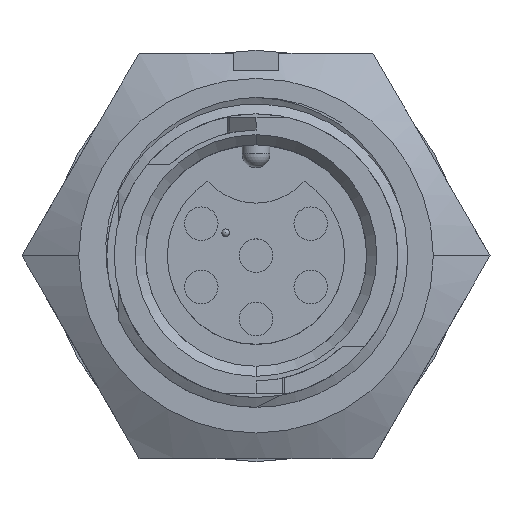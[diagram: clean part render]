
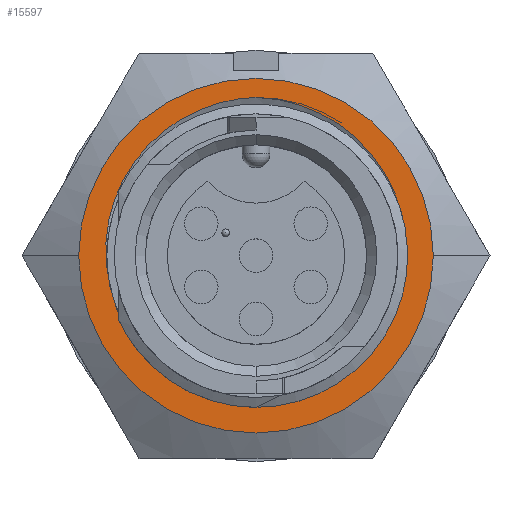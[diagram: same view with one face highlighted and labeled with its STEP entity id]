
A CAD part, top view. The second image highlights one B-rep face of the part: STEP entity #15597.
In plain terms, the highlighted planar face has unit normal (0, 0, 1).
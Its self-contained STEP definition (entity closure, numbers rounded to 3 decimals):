
#249 = CARTESIAN_POINT ( 'NONE',  ( 2.774, 7.36, -6.216 ) ) ;
#626 = CARTESIAN_POINT ( 'NONE',  ( 1.417, 7.769, -6.216 ) ) ;
#663 = CARTESIAN_POINT ( 'NONE',  ( -5.156, 5.813, -6.216 ) ) ;
#744 = FACE_BOUND ( 'NONE', #10631, .T. ) ;
#823 = CARTESIAN_POINT ( 'NONE',  ( -5.866, -10.16, -6.216 ) ) ;
#1012 = EDGE_CURVE ( 'NONE', #13131, #7875, #1800, .T. ) ;
#1471 = CARTESIAN_POINT ( 'NONE',  ( 3.795, 6.845, -6.216 ) ) ;
#1560 = CARTESIAN_POINT ( 'NONE',  ( 2.242, 7.558, -6.216 ) ) ;
#1707 = VERTEX_POINT ( 'NONE', #3115 ) ;
#1800 = CIRCLE ( 'NONE', #3863, 8.89 ) ;
#1818 = CARTESIAN_POINT ( 'NONE',  ( -7.517, -0.343, -6.216 ) ) ;
#1898 = CARTESIAN_POINT ( 'NONE',  ( -2.787, 7.354, -6.216 ) ) ;
#1957 = DIRECTION ( 'NONE',  ( 0., 0., 1. ) ) ;
#2623 = B_SPLINE_CURVE_WITH_KNOTS ( 'NONE', 3,
 ( #11436, #8224, #13039, #12738, #626, #1560, #249, #1471, #10680, #15648, #12652, #10211, #5606, #10602, #9449, #13196, #10291, #4540, #2695, #3995 ),
 .UNSPECIFIED., .F., .F.,
 ( 4, 2, 2, 2, 2, 2, 2, 2, 2, 4 ),
 ( 0., 0.001, 0.002, 0.003, 0.005, 0.007, 0.009, 0.01, 0.012, 0.014 ),
 .UNSPECIFIED. ) ;
#2643 = VERTEX_POINT ( 'NONE', #12125 ) ;
#2695 = CARTESIAN_POINT ( 'NONE',  ( 7.466, -0.913, -6.216 ) ) ;
#2805 = EDGE_LOOP ( 'NONE', ( #7006, #5402 ) ) ;
#2926 = EDGE_CURVE ( 'NONE', #1707, #2643, #11792, .T. ) ;
#3044 = CARTESIAN_POINT ( 'NONE',  ( -7.45, -0.91, -6.216 ) ) ;
#3115 = CARTESIAN_POINT ( 'NONE',  ( -7.334, -1.47, -6.216 ) ) ;
#3124 = DIRECTION ( 'NONE',  ( 0., 0., -1. ) ) ;
#3195 = CARTESIAN_POINT ( 'NONE',  ( -6.251, 4.521, -6.216 ) ) ;
#3275 = CARTESIAN_POINT ( 'NONE',  ( -2.248, 7.557, -6.216 ) ) ;
#3345 = DIRECTION ( 'NONE',  ( -1., 0., 0. ) ) ;
#3604 = EDGE_CURVE ( 'NONE', #1707, #4770, #10690, .T. ) ;
#3638 = AXIS2_PLACEMENT_3D ( 'NONE', #11919, #1957, #4319 ) ;
#3863 = AXIS2_PLACEMENT_3D ( 'NONE', #10641, #3124, #11858 ) ;
#3995 = CARTESIAN_POINT ( 'NONE',  ( 7.334, -1.47, -6.216 ) ) ;
#4311 = AXIS2_PLACEMENT_3D ( 'NONE', #823, #4574, #15519 ) ;
#4319 = DIRECTION ( 'NONE',  ( 1., 0., 0. ) ) ;
#4499 = CARTESIAN_POINT ( 'NONE',  ( -7.334, -1.47, -6.216 ) ) ;
#4540 = CARTESIAN_POINT ( 'NONE',  ( 7.532, -0.351, -6.216 ) ) ;
#4574 = DIRECTION ( 'NONE',  ( 0., 0., -1. ) ) ;
#4770 = VERTEX_POINT ( 'NONE', #11872 ) ;
#5402 = ORIENTED_EDGE ( 'NONE', *, *, #1012, .F. ) ;
#5606 = CARTESIAN_POINT ( 'NONE',  ( 6.557, 4.028, -6.216 ) ) ;
#5638 = CARTESIAN_POINT ( 'NONE',  ( 0., 0., -6.216 ) ) ;
#5648 = CARTESIAN_POINT ( 'NONE',  ( -7.4, -1.192, -6.216 ) ) ;
#5790 = DIRECTION ( 'NONE',  ( 0., 0., -1. ) ) ;
#5801 = CARTESIAN_POINT ( 'NONE',  ( -3.795, 6.844, -6.216 ) ) ;
#6607 = EDGE_CURVE ( 'NONE', #7875, #13131, #8336, .T. ) ;
#6793 = CARTESIAN_POINT ( 'NONE',  ( -1.142, 7.839, -6.216 ) ) ;
#7006 = ORIENTED_EDGE ( 'NONE', *, *, #6607, .F. ) ;
#7629 = ORIENTED_EDGE ( 'NONE', *, *, #2926, .T. ) ;
#7875 = VERTEX_POINT ( 'NONE', #13934 ) ;
#8100 = CARTESIAN_POINT ( 'NONE',  ( -4.27, 6.536, -6.216 ) ) ;
#8196 = EDGE_CURVE ( 'NONE', #2643, #4770, #2623, .T. ) ;
#8224 = CARTESIAN_POINT ( 'NONE',  ( 0.286, 7.929, -6.216 ) ) ;
#8336 = CIRCLE ( 'NONE', #14060, 8.89 ) ;
#9449 = CARTESIAN_POINT ( 'NONE',  ( 7.23, 2.457, -6.216 ) ) ;
#9486 = CARTESIAN_POINT ( 'NONE',  ( -7.534, -0.057, -6.216 ) ) ;
#9977 = ORIENTED_EDGE ( 'NONE', *, *, #3604, .F. ) ;
#10211 = CARTESIAN_POINT ( 'NONE',  ( 6.255, 4.516, -6.216 ) ) ;
#10291 = CARTESIAN_POINT ( 'NONE',  ( 7.537, 0.781, -6.216 ) ) ;
#10553 = CARTESIAN_POINT ( 'NONE',  ( -6.555, 4.03, -6.216 ) ) ;
#10602 = CARTESIAN_POINT ( 'NONE',  ( 7.047, 2.994, -6.216 ) ) ;
#10631 = EDGE_LOOP ( 'NONE', ( #7629, #12588, #9977 ) ) ;
#10637 = CARTESIAN_POINT ( 'NONE',  ( -7.536, 0.794, -6.216 ) ) ;
#10641 = CARTESIAN_POINT ( 'NONE',  ( 0., 0., -6.216 ) ) ;
#10680 = CARTESIAN_POINT ( 'NONE',  ( 4.269, 6.536, -6.216 ) ) ;
#10690 = CIRCLE ( 'NONE', #3638, 7.48 ) ;
#10719 = CARTESIAN_POINT ( 'NONE',  ( -7.225, 2.475, -6.216 ) ) ;
#11436 = CARTESIAN_POINT ( 'NONE',  ( 0., 7.938, -6.216 ) ) ;
#11774 = CARTESIAN_POINT ( 'NONE',  ( -0.572, 7.92, -6.216 ) ) ;
#11792 = B_SPLINE_CURVE_WITH_KNOTS ( 'NONE', 3,
 ( #4499, #5648, #3044, #1818, #9486, #10637, #12088, #10719, #14457, #10553, #3195, #15522, #663, #8100, #5801, #1898, #3275, #6793, #11774, #13151 ),
 .UNSPECIFIED., .F., .F.,
 ( 4, 2, 2, 2, 2, 2, 2, 2, 2, 4 ),
 ( 0., 0.001, 0.002, 0.003, 0.005, 0.007, 0.009, 0.01, 0.012, 0.014 ),
 .UNSPECIFIED. ) ;
#11858 = DIRECTION ( 'NONE',  ( -1., 0., 0. ) ) ;
#11872 = CARTESIAN_POINT ( 'NONE',  ( 7.334, -1.47, -6.216 ) ) ;
#11919 = CARTESIAN_POINT ( 'NONE',  ( 0., 0., -6.216 ) ) ;
#12088 = CARTESIAN_POINT ( 'NONE',  ( -7.475, 1.358, -6.216 ) ) ;
#12125 = CARTESIAN_POINT ( 'NONE',  ( 0., 7.938, -6.216 ) ) ;
#12588 = ORIENTED_EDGE ( 'NONE', *, *, #8196, .T. ) ;
#12652 = CARTESIAN_POINT ( 'NONE',  ( 5.55, 5.413, -6.216 ) ) ;
#12738 = CARTESIAN_POINT ( 'NONE',  ( 1.136, 7.824, -6.216 ) ) ;
#13039 = CARTESIAN_POINT ( 'NONE',  ( 0.57, 7.904, -6.216 ) ) ;
#13071 = PLANE ( 'NONE',  #4311 ) ;
#13131 = VERTEX_POINT ( 'NONE', #15849 ) ;
#13151 = CARTESIAN_POINT ( 'NONE',  ( 0., 7.938, -6.216 ) ) ;
#13196 = CARTESIAN_POINT ( 'NONE',  ( 7.475, 1.355, -6.216 ) ) ;
#13934 = CARTESIAN_POINT ( 'NONE',  ( -8.89, 0., -6.216 ) ) ;
#14060 = AXIS2_PLACEMENT_3D ( 'NONE', #5638, #5790, #3345 ) ;
#14455 = FACE_OUTER_BOUND ( 'NONE', #2805, .T. ) ;
#14457 = CARTESIAN_POINT ( 'NONE',  ( -7.04, 3.009, -6.216 ) ) ;
#15519 = DIRECTION ( 'NONE',  ( -1., 0., 0. ) ) ;
#15522 = CARTESIAN_POINT ( 'NONE',  ( -5.552, 5.41, -6.216 ) ) ;
#15597 = ADVANCED_FACE ( 'NONE', ( #744, #14455 ), #13071, .F. ) ;
#15648 = CARTESIAN_POINT ( 'NONE',  ( 5.145, 5.822, -6.216 ) ) ;
#15849 = CARTESIAN_POINT ( 'NONE',  ( 8.89, 0., -6.216 ) ) ;
